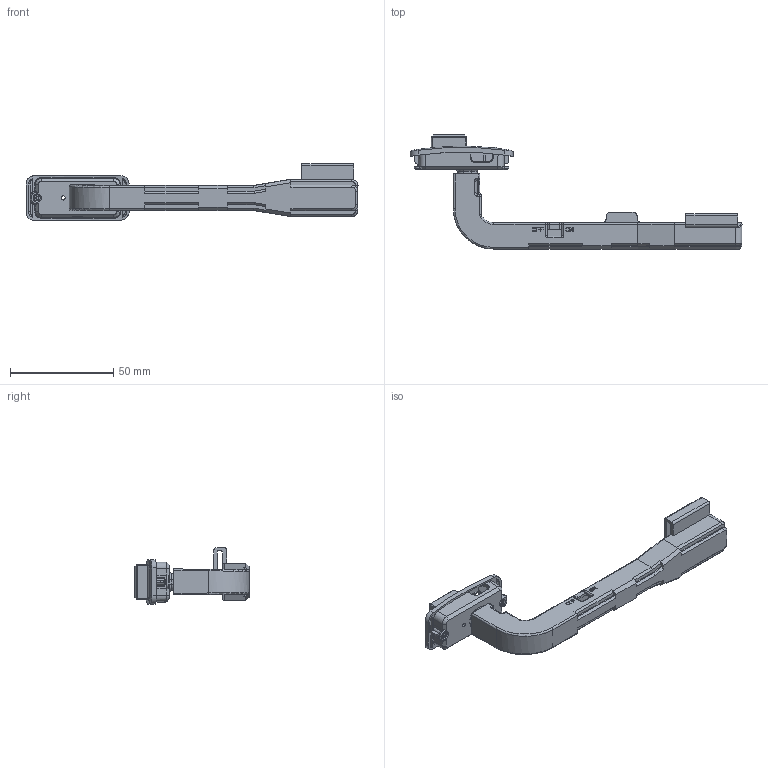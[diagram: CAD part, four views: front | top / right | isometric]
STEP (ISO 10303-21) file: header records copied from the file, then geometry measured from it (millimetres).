
FILE_DESCRIPTION((''),'2;1');
FILE_NAME('0-00_ASM_ASM','2024-06-20T09:59:53',('123456'),(''),'CREO PARAMETRIC BY PTC INC, 2019080','CREO PARAMETRIC BY PTC INC, 2019080','');
FILE_SCHEMA(('AUTOMOTIVE_DESIGN { 1 0 10303 214 1 1 1 1 }'));
Length unit declared in the file: millimetre
Products named in the file (7): 0-00_27; 0-00_35; 0-AI_ASM_25_ASM; AI00_34; 0005_29; 0-00_ASM_106_ASM; 0-00_ASM_ASM
Assembly tree (6 placements, depth 4):
  0-00_ASM_ASM
    0-00_ASM_106_ASM
      0-AI_ASM_25_ASM
        0-00_27
        0-00_35
      AI00_34
      0005_29
Bounding box: 160.79 x 55.23 x 27.25 mm (x, y, z)
Volume: 20863.9 mm3; surface area: 25651.7 mm2
Topology: 4 solids, 4 shells, 1213 faces, 3351 edges, 2132 vertices
Faces by surface type: plane 768, cylinder 280, bspline 82, torus 28, cone 27, sphere 21, extrusion 5, revolution 2
Entity records: 53653 total; most frequent: CARTESIAN_POINT 13286, ORIENTED_EDGE 6660, DIRECTION 5656, PRESENTATION_STYLE_ASSIGNMENT 3334, STYLED_ITEM 3334, CURVE_STYLE 3330, EDGE_CURVE 3330, VECTOR 2392
